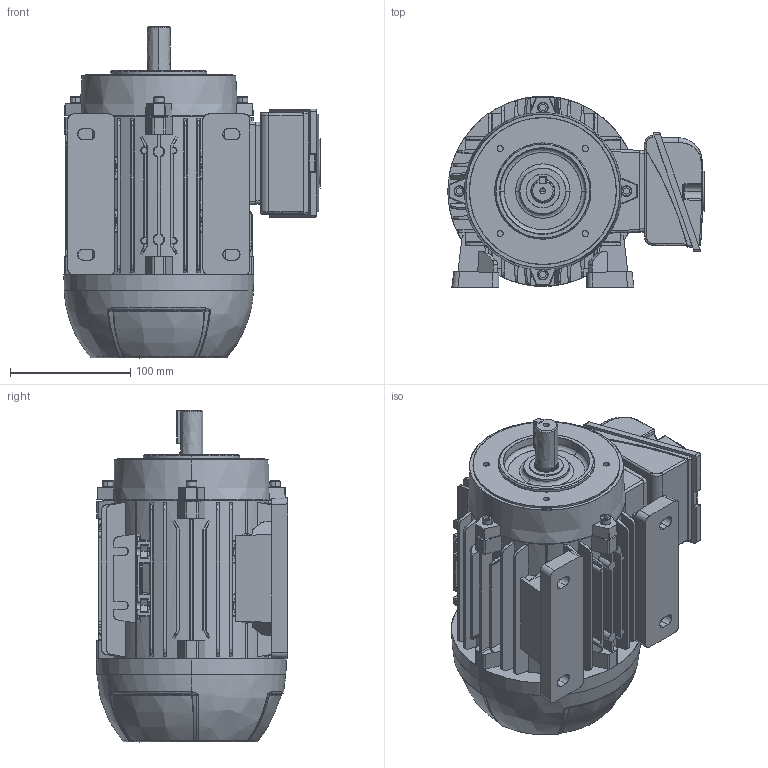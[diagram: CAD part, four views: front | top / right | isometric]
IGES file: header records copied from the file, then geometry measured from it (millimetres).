
Start section: SolidWorks IGES file using analytic representation for surfaces
Global section: file name: 80M_CP_DI_LEFT.igs; native system: SolidWorks 2018; preprocessor: SolidWorks 2018; author: dias; date: 211105.101039; units: millimetre
Bounding box: 213.11 x 159 x 276 mm (x, y, z)
Surface area: 399316.4 mm2 (no closed solid volume)
Topology: 0 solids, 0 shells, 1746 faces, 20355 edges, 20317 vertices
Faces by surface type: bspline 1118, revolution 628
